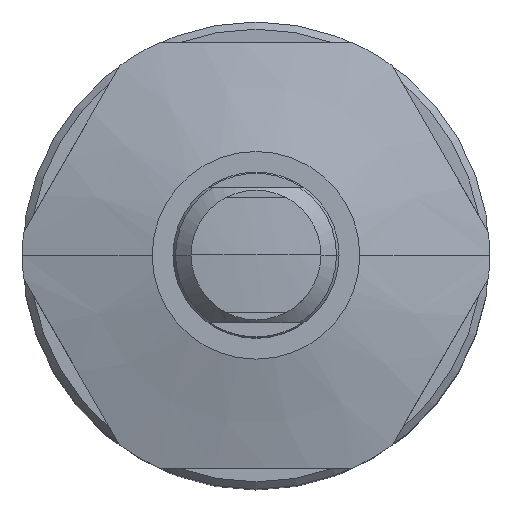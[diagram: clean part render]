
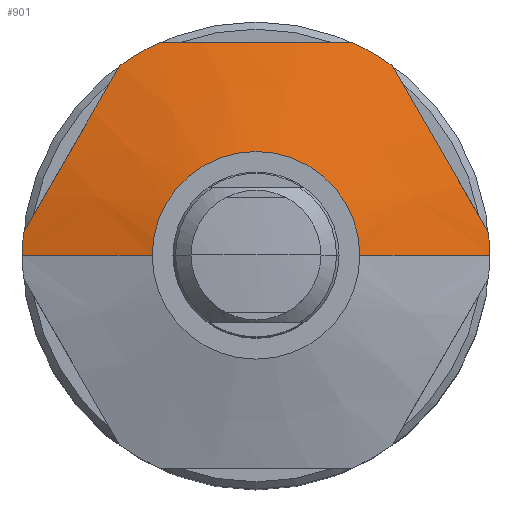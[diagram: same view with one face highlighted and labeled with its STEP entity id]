
A CAD part, top view. The second image highlights one B-rep face of the part: STEP entity #901.
In plain terms, the highlighted conical face has half-angle 75 degrees and reference radius 10 mm.
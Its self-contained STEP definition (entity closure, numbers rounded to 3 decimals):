
#868 = ORIENTED_EDGE ( 'NONE', *, *, #890, .T. ) ;
#875 = EDGE_CURVE ( 'NONE', #876, #891, #2466, .T. ) ;
#876 = VERTEX_POINT ( 'NONE', #2467 ) ;
#878 = ORIENTED_EDGE ( 'NONE', *, *, #875, .F. ) ;
#879 = EDGE_CURVE ( 'NONE', #880, #889, #2513, .T. ) ;
#880 = VERTEX_POINT ( 'NONE', #2512 ) ;
#881 = EDGE_CURVE ( 'NONE', #876, #889, #2501, .T. ) ;
#883 = ORIENTED_EDGE ( 'NONE', *, *, #879, .F. ) ;
#884 = EDGE_CURVE ( 'NONE', #880, #885, #2497, .T. ) ;
#885 = VERTEX_POINT ( 'NONE', #2492 ) ;
#887 = EDGE_CURVE ( 'NONE', #909, #885, #2555, .T. ) ;
#888 = ORIENTED_EDGE ( 'NONE', *, *, #881, .T. ) ;
#889 = VERTEX_POINT ( 'NONE', #2551 ) ;
#890 = EDGE_CURVE ( 'NONE', #915, #891, #2549, .T. ) ;
#891 = VERTEX_POINT ( 'NONE', #2550 ) ;
#894 = ORIENTED_EDGE ( 'NONE', *, *, #887, .F. ) ;
#896 = ORIENTED_EDGE ( 'NONE', *, *, #884, .T. ) ;
#900 = EDGE_LOOP ( 'NONE', ( #910, #907, #904, #912, #868, #878, #888, #883, #896, #894 ) ) ;
#901 = ADVANCED_FACE ( 'NONE', ( #2538 ), #2537, .T. ) ;
#902 = VERTEX_POINT ( 'NONE', #2536 ) ;
#903 = VERTEX_POINT ( 'NONE', #2531 ) ;
#904 = ORIENTED_EDGE ( 'NONE', *, *, #913, .T. ) ;
#907 = ORIENTED_EDGE ( 'NONE', *, *, #908, .T. ) ;
#908 = EDGE_CURVE ( 'NONE', #902, #903, #2584, .T. ) ;
#909 = VERTEX_POINT ( 'NONE', #2576 ) ;
#910 = ORIENTED_EDGE ( 'NONE', *, *, #911, .F. ) ;
#911 = EDGE_CURVE ( 'NONE', #902, #909, #2575, .T. ) ;
#912 = ORIENTED_EDGE ( 'NONE', *, *, #916, .F. ) ;
#913 = EDGE_CURVE ( 'NONE', #903, #914, #2570, .T. ) ;
#914 = VERTEX_POINT ( 'NONE', #2565 ) ;
#915 = VERTEX_POINT ( 'NONE', #2564 ) ;
#916 = EDGE_CURVE ( 'NONE', #915, #914, #2563, .T. ) ;
#2466 = B_SPLINE_CURVE_WITH_KNOTS ( 'NONE', 3,
 ( #2524, #2523, #2522, #2521, #2520, #2519, #2518, #2517, #2516, #2515 ),
 .UNSPECIFIED., .F., .F.,
 ( 4, 2, 2, 2, 4 ),
 ( 0.022, 0.027, 0.031, 0.036, 0.041 ),
 .UNSPECIFIED. ) ;
#2467 = CARTESIAN_POINT ( 'NONE',  ( -9.274, 20.5, -3.349 ) ) ;
#2492 = CARTESIAN_POINT ( 'NONE',  ( -22.5, 0., -3.349 ) ) ;
#2493 = DIRECTION ( 'NONE',  ( 1., 0., 0. ) ) ;
#2494 = DIRECTION ( 'NONE',  ( 0., 0., 1. ) ) ;
#2495 = CARTESIAN_POINT ( 'NONE',  ( 0., 0., -3.349 ) ) ;
#2496 = AXIS2_PLACEMENT_3D ( 'NONE', #2495, #2494, #2493 ) ;
#2497 = CIRCLE ( 'NONE', #2496, 22.5 ) ;
#2498 = DIRECTION ( 'NONE',  ( 1., 0., 0. ) ) ;
#2499 = DIRECTION ( 'NONE',  ( 0., 0., 1. ) ) ;
#2500 = AXIS2_PLACEMENT_3D ( 'NONE', #2514, #2499, #2498 ) ;
#2501 = CIRCLE ( 'NONE', #2500, 22.5 ) ;
#2502 = CARTESIAN_POINT ( 'NONE',  ( -13.117, 18.281, -3.349 ) ) ;
#2503 = CARTESIAN_POINT ( 'NONE',  ( -13.89, 16.943, -3.179 ) ) ;
#2504 = CARTESIAN_POINT ( 'NONE',  ( -14.662, 15.604, -3.044 ) ) ;
#2505 = CARTESIAN_POINT ( 'NONE',  ( -16.208, 12.927, -2.861 ) ) ;
#2506 = CARTESIAN_POINT ( 'NONE',  ( -17.754, 10.25, -2.766 ) ) ;
#2507 = CARTESIAN_POINT ( 'NONE',  ( -19.299, 7.573, -2.861 ) ) ;
#2508 = CARTESIAN_POINT ( 'NONE',  ( -20.845, 4.896, -3.044 ) ) ;
#2509 = CARTESIAN_POINT ( 'NONE',  ( -21.618, 3.557, -3.179 ) ) ;
#2510 = CARTESIAN_POINT ( 'NONE',  ( -22.39, 2.219, -3.349 ) ) ;
#2512 = CARTESIAN_POINT ( 'NONE',  ( -22.39, 2.219, -3.349 ) ) ;
#2513 = B_SPLINE_CURVE_WITH_KNOTS ( 'NONE', 3,
 ( #2510, #2509, #2508, #2507, #2506, #2505, #2504, #2503, #2502 ),
 .UNSPECIFIED., .F., .F.,
 ( 4, 2, 1, 2, 4 ),
 ( 0., 0.005, 0.009, 0.014, 0.019 ),
 .UNSPECIFIED. ) ;
#2514 = CARTESIAN_POINT ( 'NONE',  ( 0., 0., -3.349 ) ) ;
#2515 = CARTESIAN_POINT ( 'NONE',  ( 9.274, 20.5, -3.349 ) ) ;
#2516 = CARTESIAN_POINT ( 'NONE',  ( 7.733, 20.5, -3.179 ) ) ;
#2517 = CARTESIAN_POINT ( 'NONE',  ( 6.192, 20.5, -3.044 ) ) ;
#2518 = CARTESIAN_POINT ( 'NONE',  ( 3.106, 20.5, -2.862 ) ) ;
#2519 = CARTESIAN_POINT ( 'NONE',  ( 1.562, 20.5, -2.814 ) ) ;
#2520 = CARTESIAN_POINT ( 'NONE',  ( -1.529, 20.5, -2.813 ) ) ;
#2521 = CARTESIAN_POINT ( 'NONE',  ( -3.076, 20.5, -2.86 ) ) ;
#2522 = CARTESIAN_POINT ( 'NONE',  ( -6.173, 20.5, -3.043 ) ) ;
#2523 = CARTESIAN_POINT ( 'NONE',  ( -7.725, 20.5, -3.178 ) ) ;
#2524 = CARTESIAN_POINT ( 'NONE',  ( -9.274, 20.5, -3.349 ) ) ;
#2531 = CARTESIAN_POINT ( 'NONE',  ( 22.5, 0., -3.349 ) ) ;
#2532 = DIRECTION ( 'NONE',  ( -1., 0., 0. ) ) ;
#2533 = DIRECTION ( 'NONE',  ( 0., 0., -1. ) ) ;
#2534 = CARTESIAN_POINT ( 'NONE',  ( 0., 0., 0. ) ) ;
#2535 = AXIS2_PLACEMENT_3D ( 'NONE', #2534, #2533, #2532 ) ;
#2536 = CARTESIAN_POINT ( 'NONE',  ( 10., 0., 0. ) ) ;
#2537 = CONICAL_SURFACE ( 'NONE', #2535, 10., 1.309 ) ;
#2538 = FACE_OUTER_BOUND ( 'NONE', #900, .T. ) ;
#2545 = DIRECTION ( 'NONE',  ( 1., 0., 0. ) ) ;
#2546 = DIRECTION ( 'NONE',  ( 0., 0., 1. ) ) ;
#2547 = CARTESIAN_POINT ( 'NONE',  ( 0., 0., -3.349 ) ) ;
#2548 = AXIS2_PLACEMENT_3D ( 'NONE', #2547, #2546, #2545 ) ;
#2549 = CIRCLE ( 'NONE', #2548, 22.5 ) ;
#2550 = CARTESIAN_POINT ( 'NONE',  ( 9.274, 20.5, -3.349 ) ) ;
#2551 = CARTESIAN_POINT ( 'NONE',  ( -13.117, 18.281, -3.349 ) ) ;
#2552 = DIRECTION ( 'NONE',  ( -0.966, 0., -0.259 ) ) ;
#2553 = VECTOR ( 'NONE', #2552, 1000. ) ;
#2554 = CARTESIAN_POINT ( 'NONE',  ( -10., 0., 0. ) ) ;
#2555 = LINE ( 'NONE', #2554, #2553 ) ;
#2556 = CARTESIAN_POINT ( 'NONE',  ( 16.208, 12.927, -2.861 ) ) ;
#2557 = CARTESIAN_POINT ( 'NONE',  ( 14.662, 15.604, -3.044 ) ) ;
#2558 = CARTESIAN_POINT ( 'NONE',  ( 13.89, 16.943, -3.179 ) ) ;
#2559 = CARTESIAN_POINT ( 'NONE',  ( 13.117, 18.281, -3.349 ) ) ;
#2563 = B_SPLINE_CURVE_WITH_KNOTS ( 'NONE', 3,
 ( #2559, #2558, #2557, #2556, #2618, #2617, #2616, #2615, #2614 ),
 .UNSPECIFIED., .F., .F.,
 ( 4, 2, 1, 2, 4 ),
 ( 0., 0.005, 0.009, 0.014, 0.019 ),
 .UNSPECIFIED. ) ;
#2564 = CARTESIAN_POINT ( 'NONE',  ( 13.117, 18.281, -3.349 ) ) ;
#2565 = CARTESIAN_POINT ( 'NONE',  ( 22.39, 2.219, -3.349 ) ) ;
#2566 = DIRECTION ( 'NONE',  ( 1., 0., 0. ) ) ;
#2567 = DIRECTION ( 'NONE',  ( 0., 0., 1. ) ) ;
#2568 = CARTESIAN_POINT ( 'NONE',  ( 0., 0., -3.349 ) ) ;
#2569 = AXIS2_PLACEMENT_3D ( 'NONE', #2568, #2567, #2566 ) ;
#2570 = CIRCLE ( 'NONE', #2569, 22.5 ) ;
#2571 = DIRECTION ( 'NONE',  ( 1., 0., 0. ) ) ;
#2572 = DIRECTION ( 'NONE',  ( 0., 0., 1. ) ) ;
#2573 = CARTESIAN_POINT ( 'NONE',  ( 0., 0., 0. ) ) ;
#2574 = AXIS2_PLACEMENT_3D ( 'NONE', #2573, #2572, #2571 ) ;
#2575 = CIRCLE ( 'NONE', #2574, 10. ) ;
#2576 = CARTESIAN_POINT ( 'NONE',  ( -10., 0., 0. ) ) ;
#2577 = DIRECTION ( 'NONE',  ( 0.966, 0., -0.259 ) ) ;
#2578 = VECTOR ( 'NONE', #2577, 1000. ) ;
#2579 = CARTESIAN_POINT ( 'NONE',  ( 10., 0., 0. ) ) ;
#2584 = LINE ( 'NONE', #2579, #2578 ) ;
#2614 = CARTESIAN_POINT ( 'NONE',  ( 22.39, 2.219, -3.349 ) ) ;
#2615 = CARTESIAN_POINT ( 'NONE',  ( 21.618, 3.557, -3.179 ) ) ;
#2616 = CARTESIAN_POINT ( 'NONE',  ( 20.845, 4.896, -3.044 ) ) ;
#2617 = CARTESIAN_POINT ( 'NONE',  ( 19.299, 7.573, -2.861 ) ) ;
#2618 = CARTESIAN_POINT ( 'NONE',  ( 17.754, 10.25, -2.766 ) ) ;
